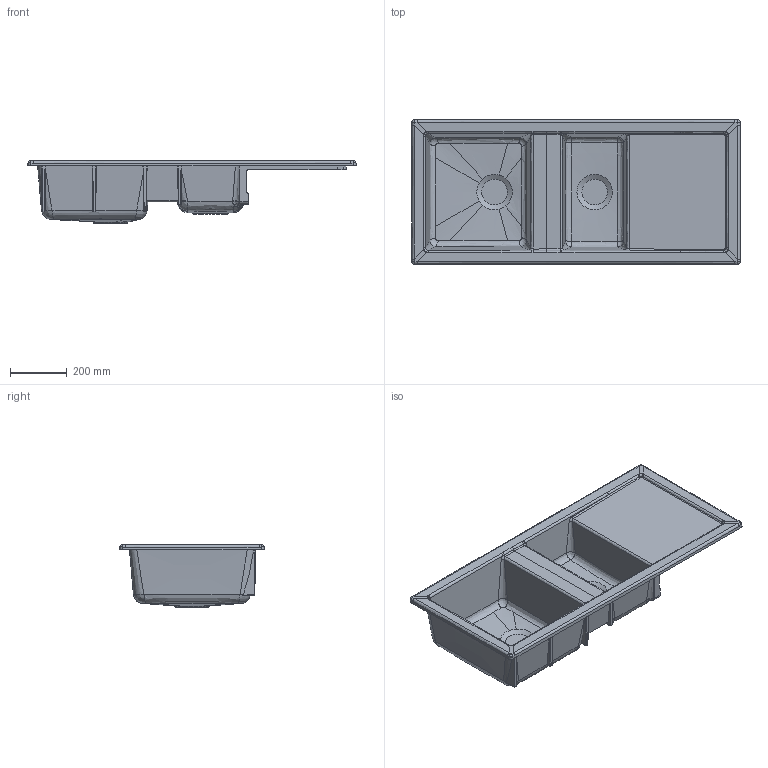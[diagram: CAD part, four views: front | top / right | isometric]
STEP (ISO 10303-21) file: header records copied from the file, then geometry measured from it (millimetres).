
FILE_DESCRIPTION(/* description */ (''),/* implementation_level */ '2;1');
FILE_NAME(/* name */ 'Spuele_6726-00_Subway-80.stp',/* time_stamp */ '2019-02-20T12:21:05+01:00',/* author */ (''),/* organization */ (''),/* preprocessor_version */ 'ST-DEVELOPER v16',/* originating_system */ 'SIEMENS PLM Software NX 10.0',/* authorisation */ '');
FILE_SCHEMA (('AUTOMOTIVE_DESIGN { 1 0 10303 214 3 1 1 1 }'));
Length unit declared in the file: millimetre
Products named in the file (1): Sier17C06C057nja
Bounding box: 1160.74 x 510.73 x 220.06 mm (x, y, z)
Volume: 15807833.4 mm3; surface area: 2131134.3 mm2
Topology: 1 solids, 1 shells, 334 faces, 856 edges, 508 vertices
Faces by surface type: bspline 280, plane 27, cylinder 9, sphere 8, cone 4, extrusion 4, torus 2
Entity records: 29642 total; most frequent: CARTESIAN_POINT 24380, ORIENTED_EDGE 1654, EDGE_CURVE 827, B_SPLINE_CURVE_WITH_KNOTS 546, VERTEX_POINT 503, EDGE_LOOP 342, ADVANCED_FACE 334, FACE_OUTER_BOUND 326
